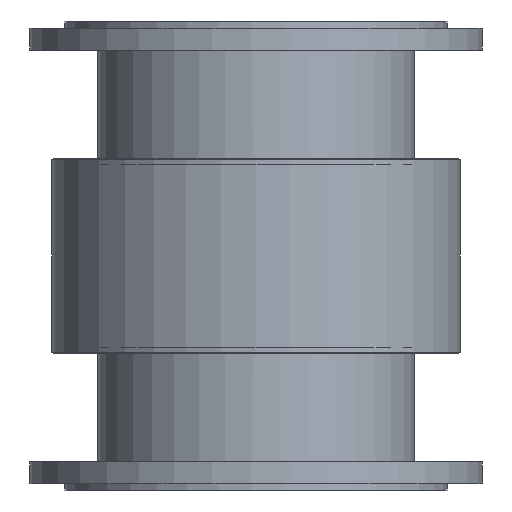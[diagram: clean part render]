
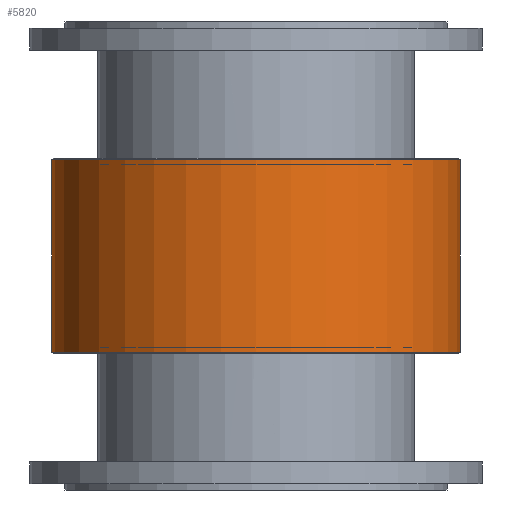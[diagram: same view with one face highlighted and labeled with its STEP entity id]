
A CAD part, front view. The second image highlights one B-rep face of the part: STEP entity #5820.
In plain terms, the highlighted cylindrical face has radius 262 mm (diameter 524 mm), a partial arc.
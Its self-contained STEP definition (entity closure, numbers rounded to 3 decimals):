
#266=B_SPLINE_CURVE_WITH_KNOTS('',3,(#9935,#9936,#9937,#9938,#9939,#9940,
#9941,#9942,#9943,#9944,#9945,#9946,#9947,#9948,#9949,#9950,#9951,#9952),
 .UNSPECIFIED.,.F.,.F.,(4,2,2,2,2,2,2,2,4),(3.015,3.392,
3.768,4.145,4.522,4.899,5.276,
5.653,6.03),.UNSPECIFIED.);
#267=B_SPLINE_CURVE_WITH_KNOTS('',3,(#9953,#9954,#9955,#9956,#9957,#9958,
#9959,#9960,#9961,#9962,#9963,#9964,#9965,#9966,#9967,#9968,#9969,#9970),
 .UNSPECIFIED.,.F.,.F.,(4,2,2,2,2,2,2,2,4),(6.03,6.406,
6.783,7.16,7.537,7.914,8.291,
8.667,9.044),.UNSPECIFIED.);
#467=LINE('',#9879,#765);
#468=LINE('',#9883,#766);
#469=LINE('',#9887,#767);
#470=LINE('',#9889,#768);
#471=LINE('',#9928,#769);
#765=VECTOR('',#7655,262.);
#766=VECTOR('',#7658,262.);
#767=VECTOR('',#7661,262.);
#768=VECTOR('',#7662,10.);
#769=VECTOR('',#7663,10.);
#937=CYLINDRICAL_SURFACE('',#6390,262.);
#1266=FACE_OUTER_BOUND('',#1692,.T.);
#1692=EDGE_LOOP('',(#4430,#4431,#4432,#4433,#4434,#4435,#4436,#4437,#4438));
#2048=CIRCLE('',#6388,262.);
#2050=CIRCLE('',#6391,262.);
#2500=VERTEX_POINT('',#9877);
#2501=VERTEX_POINT('',#9878);
#2502=VERTEX_POINT('',#9880);
#2503=VERTEX_POINT('',#9882);
#2504=VERTEX_POINT('',#9884);
#2505=VERTEX_POINT('',#9886);
#2506=VERTEX_POINT('',#9888);
#2508=VERTEX_POINT('',#9909);
#2510=VERTEX_POINT('',#9934);
#3169=EDGE_CURVE('',#2500,#2501,#467,.T.);
#3171=EDGE_CURVE('',#2503,#2502,#468,.T.);
#3173=EDGE_CURVE('',#2505,#2504,#469,.T.);
#3174=EDGE_CURVE('',#2506,#2505,#470,.T.);
#3177=EDGE_CURVE('',#2501,#2508,#471,.T.);
#3178=EDGE_CURVE('',#2503,#2504,#2048,.T.);
#3180=EDGE_CURVE('',#2508,#2510,#266,.T.);
#3181=EDGE_CURVE('',#2510,#2506,#267,.T.);
#3182=EDGE_CURVE('',#2500,#2502,#2050,.T.);
#4430=ORIENTED_EDGE('',*,*,#3169,.T.);
#4431=ORIENTED_EDGE('',*,*,#3177,.T.);
#4432=ORIENTED_EDGE('',*,*,#3180,.T.);
#4433=ORIENTED_EDGE('',*,*,#3181,.T.);
#4434=ORIENTED_EDGE('',*,*,#3174,.T.);
#4435=ORIENTED_EDGE('',*,*,#3173,.T.);
#4436=ORIENTED_EDGE('',*,*,#3178,.F.);
#4437=ORIENTED_EDGE('',*,*,#3171,.T.);
#4438=ORIENTED_EDGE('',*,*,#3182,.F.);
#5820=ADVANCED_FACE('',(#1266),#937,.T.);
#6388=AXIS2_PLACEMENT_3D('',#9930,#7666,#7667);
#6390=AXIS2_PLACEMENT_3D('',#9933,#7670,#7671);
#6391=AXIS2_PLACEMENT_3D('',#9971,#7672,#7673);
#7655=DIRECTION('',(0.,0.,1.));
#7658=DIRECTION('',(0.,0.,-1.));
#7661=DIRECTION('',(0.,0.,1.));
#7662=DIRECTION('',(0.,0.,1.));
#7663=DIRECTION('',(0.,0.,1.));
#7666=DIRECTION('center_axis',(0.,0.,1.));
#7667=DIRECTION('ref_axis',(1.,0.,0.));
#7670=DIRECTION('center_axis',(0.,0.,1.));
#7671=DIRECTION('ref_axis',(0.,-1.,0.));
#7672=DIRECTION('center_axis',(0.,0.,-1.));
#7673=DIRECTION('ref_axis',(1.,0.,0.));
#9877=CARTESIAN_POINT('',(-17.963,265.971,-123.5));
#9878=CARTESIAN_POINT('',(-17.963,265.971,-21.));
#9879=CARTESIAN_POINT('',(-17.963,265.971,0.));
#9880=CARTESIAN_POINT('',(-279.963,3.971,-123.5));
#9882=CARTESIAN_POINT('',(-279.963,3.971,123.5));
#9883=CARTESIAN_POINT('',(-279.963,3.971,0.));
#9884=CARTESIAN_POINT('',(-17.963,265.971,123.5));
#9886=CARTESIAN_POINT('',(-17.963,265.971,21.));
#9887=CARTESIAN_POINT('',(-17.963,265.971,0.));
#9888=CARTESIAN_POINT('',(-17.963,265.971,20.));
#9889=CARTESIAN_POINT('',(-17.963,265.971,0.));
#9909=CARTESIAN_POINT('',(-17.963,265.971,-20.));
#9928=CARTESIAN_POINT('',(-17.963,265.971,0.));
#9930=CARTESIAN_POINT('Origin',(-17.963,3.971,123.5));
#9933=CARTESIAN_POINT('Origin',(-17.963,3.971,0.));
#9934=CARTESIAN_POINT('',(2.037,265.207,0.));
#9935=CARTESIAN_POINT('Ctrl Pts',(-17.963,265.971,-20.));
#9936=CARTESIAN_POINT('Ctrl Pts',(-16.707,265.971,-20.));
#9937=CARTESIAN_POINT('Ctrl Pts',(-15.408,265.962,-19.88));
#9938=CARTESIAN_POINT('Ctrl Pts',(-12.824,265.924,-19.373));
#9939=CARTESIAN_POINT('Ctrl Pts',(-11.54,265.895,-18.987));
#9940=CARTESIAN_POINT('Ctrl Pts',(-9.076,265.823,-17.967));
#9941=CARTESIAN_POINT('Ctrl Pts',(-7.895,265.78,-17.331));
#9942=CARTESIAN_POINT('Ctrl Pts',(-5.711,265.687,-15.863));
#9943=CARTESIAN_POINT('Ctrl Pts',(-4.708,265.637,-15.03));
#9944=CARTESIAN_POINT('Ctrl Pts',(-2.933,265.541,-13.255));
#9945=CARTESIAN_POINT('Ctrl Pts',(-2.1,265.492,-12.252));
#9946=CARTESIAN_POINT('Ctrl Pts',(-0.632,265.398,-10.068));
#9947=CARTESIAN_POINT('Ctrl Pts',(0.004,265.355,-8.887));
#9948=CARTESIAN_POINT('Ctrl Pts',(1.025,265.283,-6.423));
#9949=CARTESIAN_POINT('Ctrl Pts',(1.411,265.254,-5.139));
#9950=CARTESIAN_POINT('Ctrl Pts',(1.917,265.216,-2.555));
#9951=CARTESIAN_POINT('Ctrl Pts',(2.037,265.207,-1.256));
#9952=CARTESIAN_POINT('Ctrl Pts',(2.037,265.207,0.));
#9953=CARTESIAN_POINT('Ctrl Pts',(2.037,265.207,0.));
#9954=CARTESIAN_POINT('Ctrl Pts',(2.037,265.207,1.256));
#9955=CARTESIAN_POINT('Ctrl Pts',(1.917,265.216,2.555));
#9956=CARTESIAN_POINT('Ctrl Pts',(1.411,265.254,5.139));
#9957=CARTESIAN_POINT('Ctrl Pts',(1.025,265.283,6.423));
#9958=CARTESIAN_POINT('Ctrl Pts',(0.004,265.355,8.887));
#9959=CARTESIAN_POINT('Ctrl Pts',(-0.632,265.398,10.068));
#9960=CARTESIAN_POINT('Ctrl Pts',(-2.1,265.492,12.252));
#9961=CARTESIAN_POINT('Ctrl Pts',(-2.933,265.541,13.255));
#9962=CARTESIAN_POINT('Ctrl Pts',(-4.708,265.637,15.03));
#9963=CARTESIAN_POINT('Ctrl Pts',(-5.711,265.687,15.863));
#9964=CARTESIAN_POINT('Ctrl Pts',(-7.895,265.78,17.331));
#9965=CARTESIAN_POINT('Ctrl Pts',(-9.076,265.823,17.967));
#9966=CARTESIAN_POINT('Ctrl Pts',(-11.54,265.895,18.987));
#9967=CARTESIAN_POINT('Ctrl Pts',(-12.824,265.924,19.373));
#9968=CARTESIAN_POINT('Ctrl Pts',(-15.408,265.962,19.88));
#9969=CARTESIAN_POINT('Ctrl Pts',(-16.707,265.971,20.));
#9970=CARTESIAN_POINT('Ctrl Pts',(-17.963,265.971,20.));
#9971=CARTESIAN_POINT('Origin',(-17.963,3.971,-123.5));
